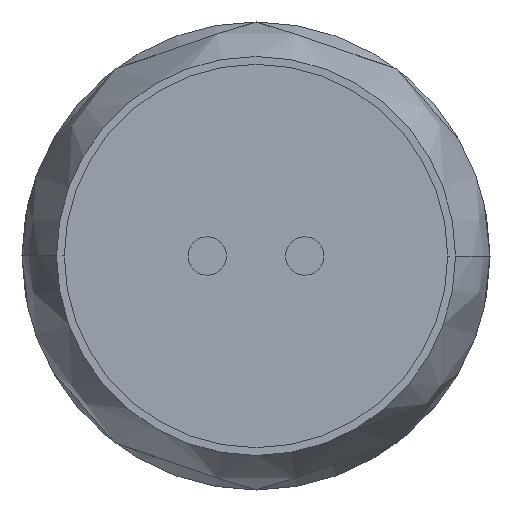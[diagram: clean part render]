
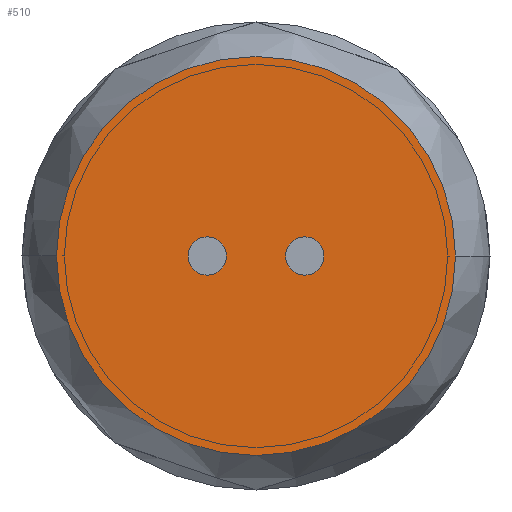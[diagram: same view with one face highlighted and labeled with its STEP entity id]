
A CAD part, front view. The second image highlights one B-rep face of the part: STEP entity #510.
In plain terms, the highlighted planar face has unit normal (0, -1, 0).
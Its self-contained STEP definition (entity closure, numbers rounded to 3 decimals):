
#24 = PLANE ( 'NONE',  #992 ) ;
#226 = DIRECTION ( 'NONE',  ( 0., -1., 0. ) ) ;
#313 = CARTESIAN_POINT ( 'NONE',  ( -1.3, 0., 0. ) ) ;
#343 = AXIS2_PLACEMENT_3D ( 'NONE', #968, #226, #1072 ) ;
#510 = ADVANCED_FACE ( 'NONE', ( #1521 ), #24, .T. ) ;
#550 = CIRCLE ( 'NONE', #1093, 1.3 ) ;
#565 = CARTESIAN_POINT ( 'NONE',  ( 0., 0., 0. ) ) ;
#655 = DIRECTION ( 'NONE',  ( 0., 0., -1. ) ) ;
#683 = DIRECTION ( 'NONE',  ( 0., 0., -1. ) ) ;
#689 = EDGE_LOOP ( 'NONE', ( #1141, #1351 ) ) ;
#716 = EDGE_CURVE ( 'NONE', #1529, #1413, #550, .T. ) ;
#751 = EDGE_CURVE ( 'NONE', #1413, #1529, #1310, .T. ) ;
#773 = CARTESIAN_POINT ( 'NONE',  ( 0., 0., 0. ) ) ;
#968 = CARTESIAN_POINT ( 'NONE',  ( 0., 0., 0. ) ) ;
#992 = AXIS2_PLACEMENT_3D ( 'NONE', #773, #1478, #655 ) ;
#1072 = DIRECTION ( 'NONE',  ( 0., 0., -1. ) ) ;
#1093 = AXIS2_PLACEMENT_3D ( 'NONE', #565, #1388, #683 ) ;
#1116 = CARTESIAN_POINT ( 'NONE',  ( 1.3, 0., 0. ) ) ;
#1141 = ORIENTED_EDGE ( 'NONE', *, *, #751, .T. ) ;
#1310 = CIRCLE ( 'NONE', #343, 1.3 ) ;
#1351 = ORIENTED_EDGE ( 'NONE', *, *, #716, .T. ) ;
#1388 = DIRECTION ( 'NONE',  ( 0., -1., 0. ) ) ;
#1413 = VERTEX_POINT ( 'NONE', #1116 ) ;
#1478 = DIRECTION ( 'NONE',  ( 0., -1., 0. ) ) ;
#1521 = FACE_OUTER_BOUND ( 'NONE', #689, .T. ) ;
#1529 = VERTEX_POINT ( 'NONE', #313 ) ;
